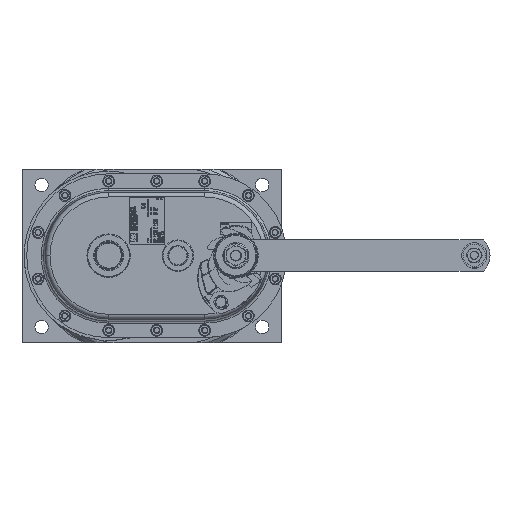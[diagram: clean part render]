
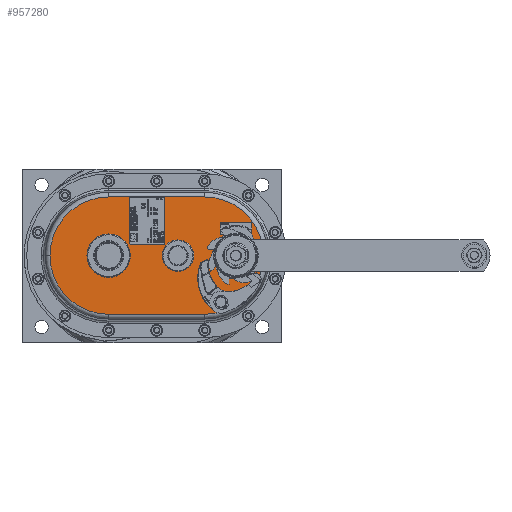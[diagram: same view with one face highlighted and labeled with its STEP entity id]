
A CAD part, top view. The second image highlights one B-rep face of the part: STEP entity #957280.
In plain terms, the highlighted planar face has unit normal (0, 0, 1).
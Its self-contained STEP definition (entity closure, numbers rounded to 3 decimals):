
#24330=CARTESIAN_POINT('',(137.,78.5,244.));
#24340=VERTEX_POINT('',#24330);
#24370=CARTESIAN_POINT('',(0.,78.5,244.));
#24380=DIRECTION('',(-1.,0.,0.));
#24390=VECTOR('',#24380,1.);
#24400=LINE('',#24370,#24390);
#24410=CARTESIAN_POINT('',(152.,78.5,244.));
#24420=VERTEX_POINT('',#24410);
#24430=EDGE_CURVE('',#24420,#24340,#24400,.T.);
#56620=CARTESIAN_POINT('',(51.,88.053,244.));
#56630=VERTEX_POINT('',#56620);
#56810=CARTESIAN_POINT('',(51.,67.053,244.));
#56820=VERTEX_POINT('',#56810);
#56850=CARTESIAN_POINT('',(51.,77.553,244.));
#56860=DIRECTION('',(0.,0.,1.));
#56870=DIRECTION('',(0.,-1.,0.));
#56880=AXIS2_PLACEMENT_3D('',#56850,#56860,#56870);
#56890=CIRCLE('',#56880,10.5);
#56900=EDGE_CURVE('',#56630,#56820,#56890,.T.);
#59590=CARTESIAN_POINT('',(182.251,193.5,244.));
#59600=VERTEX_POINT('',#59590);
#59630=CARTESIAN_POINT('',(182.251,191.5,244.));
#59640=DIRECTION('',(0.,0.,1.));
#59650=DIRECTION('',(0.,1.,0.));
#59660=AXIS2_PLACEMENT_3D('',#59630,#59640,#59650);
#59670=CIRCLE('',#59660,2.);
#59680=CARTESIAN_POINT('',(184.251,191.5,244.));
#59690=VERTEX_POINT('',#59680);
#59700=EDGE_CURVE('',#59690,#59600,#59670,.T.);
#61660=CARTESIAN_POINT('',(137.,38.5,244.));
#61670=VERTEX_POINT('',#61660);
#61700=CARTESIAN_POINT('',(137.,0.,244.));
#61710=DIRECTION('',(0.,-1.,0.));
#61720=VECTOR('',#61710,1.);
#61730=LINE('',#61700,#61720);
#61740=EDGE_CURVE('',#24340,#61670,#61730,.T.);
#64520=CARTESIAN_POINT('',(152.,38.5,244.));
#64530=VERTEX_POINT('',#64520);
#64560=CARTESIAN_POINT('',(0.,38.5,244.));
#64570=DIRECTION('',(1.,0.,0.));
#64580=VECTOR('',#64570,1.);
#64590=LINE('',#64560,#64580);
#64600=EDGE_CURVE('',#61670,#64530,#64590,.T.);
#64780=CARTESIAN_POINT('',(152.,0.,244.));
#64790=DIRECTION('',(0.,1.,0.));
#64800=VECTOR('',#64790,1.);
#64810=LINE('',#64780,#64800);
#64820=EDGE_CURVE('',#64530,#24420,#64810,.T.);
#69700=CARTESIAN_POINT('',(184.502,98.,244.));
#69710=VERTEX_POINT('',#69700);
#69900=CARTESIAN_POINT('',(110.,23.498,244.));
#69910=VERTEX_POINT('',#69900);
#69940=CARTESIAN_POINT('',(110.,98.,244.));
#69950=DIRECTION('',(0.,0.,1.));
#69960=DIRECTION('',(0.,1.,0.));
#69970=AXIS2_PLACEMENT_3D('',#69940,#69950,#69960);
#69980=CIRCLE('',#69970,74.502);
#69990=EDGE_CURVE('',#69910,#69710,#69980,.T.);
#70140=CARTESIAN_POINT('',(35.498,220.,244.));
#70150=VERTEX_POINT('',#70140);
#70200=CARTESIAN_POINT('',(35.498,324.,244.));
#70210=DIRECTION('',(0.,-1.,0.));
#70220=VECTOR('',#70210,1.);
#70230=LINE('',#70200,#70220);
#70240=CARTESIAN_POINT('',(35.498,98.,244.));
#70250=VERTEX_POINT('',#70240);
#70260=EDGE_CURVE('',#70150,#70250,#70230,.T.);
#72010=CARTESIAN_POINT('',(184.502,220.,244.));
#72020=VERTEX_POINT('',#72010);
#72070=CARTESIAN_POINT('',(184.502,324.,244.));
#72080=DIRECTION('',(0.,1.,0.));
#72090=VECTOR('',#72080,1.);
#72100=LINE('',#72070,#72090);
#72110=EDGE_CURVE('',#69710,#72020,#72100,.T.);
#72290=CARTESIAN_POINT('',(110.,294.502,244.));
#72300=VERTEX_POINT('',#72290);
#72330=CARTESIAN_POINT('',(110.,220.,244.));
#72340=DIRECTION('',(0.,0.,1.));
#72350=DIRECTION('',(0.,1.,0.));
#72360=AXIS2_PLACEMENT_3D('',#72330,#72340,#72350);
#72370=CIRCLE('',#72360,74.502);
#72380=EDGE_CURVE('',#72300,#70150,#72370,.T.);
#74520=CARTESIAN_POINT('',(110.,192.5,244.));
#74530=VERTEX_POINT('',#74520);
#74580=CARTESIAN_POINT('',(110.,220.,244.));
#74590=DIRECTION('',(0.,0.,1.));
#74600=DIRECTION('',(0.,-1.,0.));
#74610=AXIS2_PLACEMENT_3D('',#74580,#74590,#74600);
#74620=CIRCLE('',#74610,27.5);
#74630=CARTESIAN_POINT('',(110.,247.5,244.));
#74640=VERTEX_POINT('',#74630);
#74650=EDGE_CURVE('',#74640,#74530,#74620,.T.);
#77210=CARTESIAN_POINT('',(110.,38.5,244.));
#77220=VERTEX_POINT('',#77210);
#77270=CARTESIAN_POINT('',(110.,58.5,244.));
#77280=DIRECTION('',(0.,0.,1.));
#77290=DIRECTION('',(0.,-1.,0.));
#77300=AXIS2_PLACEMENT_3D('',#77270,#77280,#77290);
#77310=CIRCLE('',#77300,20.);
#77320=CARTESIAN_POINT('',(110.,78.5,244.));
#77330=VERTEX_POINT('',#77320);
#77340=EDGE_CURVE('',#77330,#77220,#77310,.T.);
#79510=CARTESIAN_POINT('',(110.,112.,244.));
#79520=VERTEX_POINT('',#79510);
#79570=CARTESIAN_POINT('',(110.,132.,244.));
#79580=DIRECTION('',(0.,0.,1.));
#79590=DIRECTION('',(0.,-1.,0.));
#79600=AXIS2_PLACEMENT_3D('',#79570,#79580,#79590);
#79610=CIRCLE('',#79600,20.);
#79620=CARTESIAN_POINT('',(110.,152.,244.));
#79630=VERTEX_POINT('',#79620);
#79640=EDGE_CURVE('',#79630,#79520,#79610,.T.);
#398530=CARTESIAN_POINT('',(182.251,150.5,244.));
#398540=DIRECTION('',(0.,0.,-1.));
#398550=DIRECTION('',(0.,-1.,0.));
#398560=AXIS2_PLACEMENT_3D('',#398530,#398540,#398550);
#398570=CIRCLE('',#398560,2.);
#398580=CARTESIAN_POINT('',(184.251,150.5,244.));
#398590=VERTEX_POINT('',#398580);
#398600=CARTESIAN_POINT('',(182.251,148.5,244.));
#398610=VERTEX_POINT('',#398600);
#398620=EDGE_CURVE('',#398590,#398610,#398570,.T.);
#399040=CARTESIAN_POINT('',(0.,148.5,244.));
#399050=DIRECTION('',(1.,0.,0.));
#399060=VECTOR('',#399050,1.);
#399070=LINE('',#399040,#399060);
#399080=CARTESIAN_POINT('',(126.251,148.5,244.));
#399090=VERTEX_POINT('',#399080);
#399100=EDGE_CURVE('',#399090,#398610,#399070,.T.);
#588250=CARTESIAN_POINT('',(124.251,191.5,244.));
#588260=VERTEX_POINT('',#588250);
#588410=CARTESIAN_POINT('',(124.251,150.5,244.));
#588420=VERTEX_POINT('',#588410);
#588450=CARTESIAN_POINT('',(124.251,0.,244.));
#588460=DIRECTION('',(0.,-1.,0.));
#588470=VECTOR('',#588460,1.);
#588480=LINE('',#588450,#588470);
#588490=EDGE_CURVE('',#588260,#588420,#588480,.T.);
#844960=CARTESIAN_POINT('',(126.251,150.5,244.));
#844970=DIRECTION('',(0.,0.,-1.));
#844980=DIRECTION('',(0.,-1.,0.));
#844990=AXIS2_PLACEMENT_3D('',#844960,#844970,#844980);
#845000=CIRCLE('',#844990,2.);
#845010=EDGE_CURVE('',#399090,#588420,#845000,.T.);
#845320=CARTESIAN_POINT('',(126.251,193.5,244.));
#845330=VERTEX_POINT('',#845320);
#845360=CARTESIAN_POINT('',(0.,193.5,244.));
#845370=DIRECTION('',(-1.,0.,0.));
#845380=VECTOR('',#845370,1.);
#845390=LINE('',#845360,#845380);
#845400=EDGE_CURVE('',#59600,#845330,#845390,.T.);
#845760=CARTESIAN_POINT('',(126.251,191.5,244.));
#845770=DIRECTION('',(0.,0.,-1.));
#845780=DIRECTION('',(0.,-1.,0.));
#845790=AXIS2_PLACEMENT_3D('',#845760,#845770,#845780);
#845800=CIRCLE('',#845790,2.);
#845810=EDGE_CURVE('',#588260,#845330,#845800,.T.);
#846000=CARTESIAN_POINT('',(184.251,0.,244.));
#846010=DIRECTION('',(0.,-1.,0.));
#846020=VECTOR('',#846010,1.);
#846030=LINE('',#846000,#846020);
#846040=EDGE_CURVE('',#59690,#398590,#846030,.T.);
#956770=CARTESIAN_POINT('',(189.333,201.15,244.));
#956780=DIRECTION('',(-0.,0.,1.));
#956790=DIRECTION('',(0.,-1.,0.));
#956800=AXIS2_PLACEMENT_3D('',#956770,#956780,#956790);
#956810=PLANE('',#956800);
#956820=ORIENTED_EDGE('',*,*,#845010,.T.);
#956830=ORIENTED_EDGE('',*,*,#399100,.F.);
#956840=ORIENTED_EDGE('',*,*,#398620,.T.);
#956850=ORIENTED_EDGE('',*,*,#846040,.T.);
#956860=ORIENTED_EDGE('',*,*,#59700,.F.);
#956870=ORIENTED_EDGE('',*,*,#845400,.F.);
#956880=ORIENTED_EDGE('',*,*,#845810,.T.);
#956890=ORIENTED_EDGE('',*,*,#588490,.F.);
#956900=EDGE_LOOP('',(#956890,#956880,#956870,#956860,#956850,#956840,
#956830,#956820));
#956910=FACE_BOUND('',#956900,.T.);
#956920=EDGE_CURVE('',#74530,#74640,#74620,.T.);
#956930=ORIENTED_EDGE('',*,*,#956920,.F.);
#956940=ORIENTED_EDGE('',*,*,#74650,.F.);
#956950=EDGE_LOOP('',(#956940,#956930));
#956960=FACE_BOUND('',#956950,.T.);
#956970=EDGE_CURVE('',#70250,#69910,#69980,.T.);
#956980=ORIENTED_EDGE('',*,*,#956970,.T.);
#956990=ORIENTED_EDGE('',*,*,#70260,.T.);
#957000=ORIENTED_EDGE('',*,*,#72380,.T.);
#957010=EDGE_CURVE('',#72020,#72300,#72370,.T.);
#957020=ORIENTED_EDGE('',*,*,#957010,.T.);
#957030=ORIENTED_EDGE('',*,*,#72110,.T.);
#957040=ORIENTED_EDGE('',*,*,#69990,.T.);
#957050=EDGE_LOOP('',(#957040,#957030,#957020,#957000,#956990,#956980));
#957060=FACE_OUTER_BOUND('',#957050,.T.);
#957070=ORIENTED_EDGE('',*,*,#61740,.F.);
#957080=ORIENTED_EDGE('',*,*,#64600,.F.);
#957090=ORIENTED_EDGE('',*,*,#64820,.F.);
#957100=ORIENTED_EDGE('',*,*,#24430,.F.);
#957110=EDGE_LOOP('',(#957100,#957090,#957080,#957070));
#957120=FACE_BOUND('',#957110,.T.);
#957130=EDGE_CURVE('',#77220,#77330,#77310,.T.);
#957140=ORIENTED_EDGE('',*,*,#957130,.F.);
#957150=ORIENTED_EDGE('',*,*,#77340,.F.);
#957160=EDGE_LOOP('',(#957150,#957140));
#957170=FACE_BOUND('',#957160,.T.);
#957180=EDGE_CURVE('',#79520,#79630,#79610,.T.);
#957190=ORIENTED_EDGE('',*,*,#957180,.F.);
#957200=ORIENTED_EDGE('',*,*,#79640,.F.);
#957210=EDGE_LOOP('',(#957200,#957190));
#957220=FACE_BOUND('',#957210,.T.);
#957230=EDGE_CURVE('',#56820,#56630,#56890,.T.);
#957240=ORIENTED_EDGE('',*,*,#957230,.F.);
#957250=ORIENTED_EDGE('',*,*,#56900,.F.);
#957260=EDGE_LOOP('',(#957250,#957240));
#957270=FACE_BOUND('',#957260,.T.);
#957280=ADVANCED_FACE('',(#956910,#956960,#957060,#957120,#957170,
#957220,#957270),#956810,.T.);
